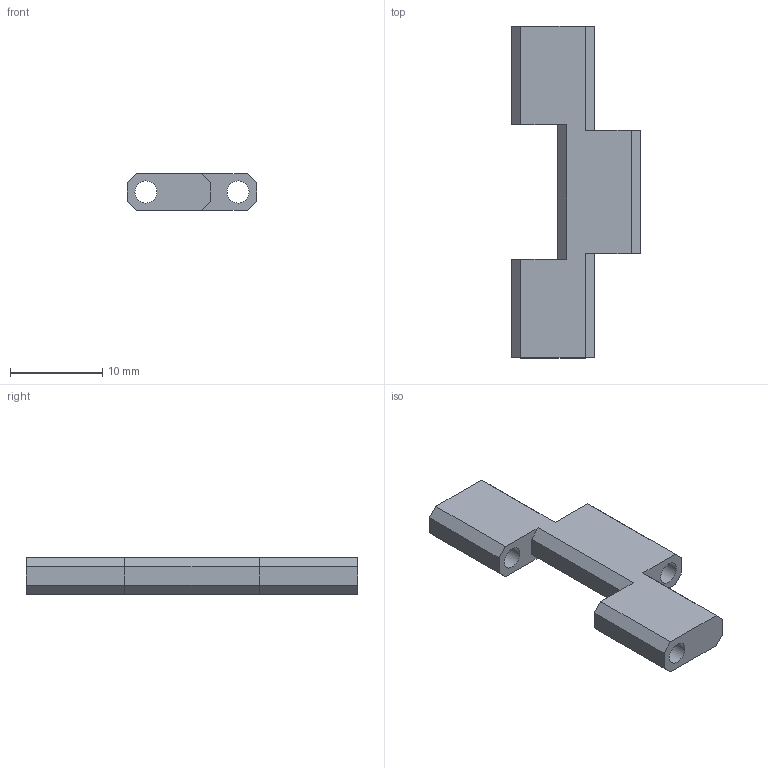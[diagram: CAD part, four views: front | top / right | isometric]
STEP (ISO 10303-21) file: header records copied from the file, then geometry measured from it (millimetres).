
FILE_DESCRIPTION(('FreeCAD Model'),'2;1');
FILE_NAME('articulated_spacer_10mm.step','2020-06-28T15:00:28',('Author'),(''), 'Open CASCADE STEP processor 7.3','FreeCAD','Unknown');
FILE_SCHEMA(('AUTOMOTIVE_DESIGN { 1 0 10303 214 1 1 1 1 }'));
Length unit declared in the file: millimetre
Products named in the file (1): Chamfer
Bounding box: 14 x 36 x 4 mm (x, y, z)
Volume: 1042.6 mm3; surface area: 1222.9 mm2
Topology: 1 solids, 1 shells, 29 faces, 89 edges, 62 vertices
Faces by surface type: plane 26, cylinder 3
Full cylindrical faces by diameter (mm): 2.4 x3
Entity records: 1026 total; most frequent: CARTESIAN_POINT 181, ORIENTED_EDGE 178, DIRECTION 155, EDGE_CURVE 89, LINE 83, VECTOR 83, VERTEX_POINT 62, AXIS2_PLACEMENT_3D 36
